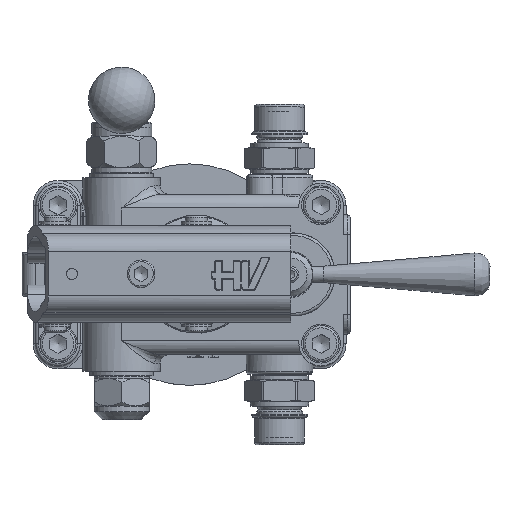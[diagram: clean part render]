
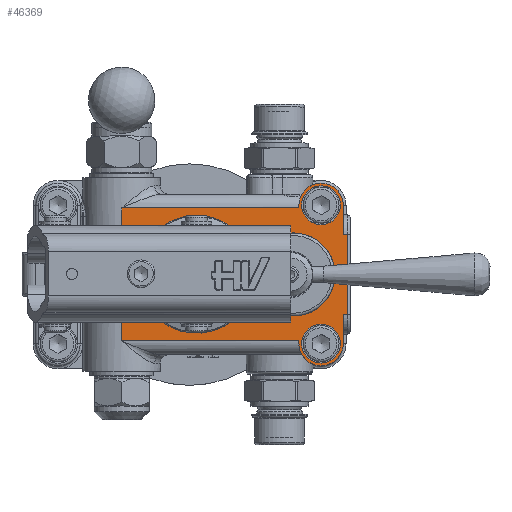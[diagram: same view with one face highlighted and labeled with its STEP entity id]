
A CAD part, top view. The second image highlights one B-rep face of the part: STEP entity #46369.
In plain terms, the highlighted planar face has unit normal (0, 0, 1).
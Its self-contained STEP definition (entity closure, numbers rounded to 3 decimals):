
#12187=CARTESIAN_POINT('',(96.,58.,43.));
#12188=VERTEX_POINT('',#12187);
#12196=CARTESIAN_POINT('',(96.,59.,43.));
#12197=VERTEX_POINT('',#12196);
#12198=CARTESIAN_POINT('',(96.,58.,43.));
#12199=DIRECTION('',(0.0,1.0,0.0));
#12200=VECTOR('',#12199,1.);
#12201=LINE('',#12198,#12200);
#12202=EDGE_CURVE('',#12188,#12197,#12201,.T.);
#12218=CARTESIAN_POINT('',(96.0,10.0,43.));
#12219=VERTEX_POINT('',#12218);
#12229=CARTESIAN_POINT('',(96.0,9.,43.));
#12230=VERTEX_POINT('',#12229);
#12237=CARTESIAN_POINT('',(96.,9.,43.));
#12238=DIRECTION('',(0.0,1.0,0.0));
#12239=VECTOR('',#12238,1.);
#12240=LINE('',#12237,#12239);
#12241=EDGE_CURVE('',#12230,#12219,#12240,.T.);
#12400=CARTESIAN_POINT('',(32.,44.122,43.));
#12401=VERTEX_POINT('',#12400);
#12450=CARTESIAN_POINT('',(33.732,41.0,43.));
#12451=VERTEX_POINT('',#12450);
#12459=CARTESIAN_POINT('',(33.732,41.0,43.));
#12460=CARTESIAN_POINT('',(33.732,41.528,43.));
#12461=CARTESIAN_POINT('',(33.438,42.767,43.));
#12462=CARTESIAN_POINT('',(32.582,43.719,43.));
#12463=CARTESIAN_POINT('',(32.,44.122,43.));
#12464=B_SPLINE_CURVE_WITH_KNOTS('',3,(#12459,#12460,#12461,#12462,#12463),.UNSPECIFIED.,.F.,.U.,(4,1,4),(2.696,2.855,3.066),.UNSPECIFIED.);
#12465=EDGE_CURVE('',#12451,#12401,#12464,.T.);
#12477=CARTESIAN_POINT('',(33.732,27.,43.));
#12478=VERTEX_POINT('',#12477);
#12486=CARTESIAN_POINT('',(33.732,27.,43.));
#12487=DIRECTION('',(0.0,1.0,0.0));
#12488=VECTOR('',#12487,14.);
#12489=LINE('',#12486,#12488);
#12490=EDGE_CURVE('',#12478,#12451,#12489,.T.);
#12523=CARTESIAN_POINT('',(32.,23.878,43.));
#12524=VERTEX_POINT('',#12523);
#12532=CARTESIAN_POINT('',(32.,23.878,43.));
#12533=CARTESIAN_POINT('',(32.433,24.178,43.));
#12534=CARTESIAN_POINT('',(33.336,25.067,43.));
#12535=CARTESIAN_POINT('',(33.732,26.29,43.0));
#12536=CARTESIAN_POINT('',(33.732,27.,43.));
#12537=B_SPLINE_CURVE_WITH_KNOTS('',3,(#12532,#12533,#12534,#12535,#12536),.UNSPECIFIED.,.F.,.U.,(4,1,4),(2.696,2.854,3.065),.UNSPECIFIED.);
#12538=EDGE_CURVE('',#12524,#12478,#12537,.T.);
#13214=CARTESIAN_POINT('',(112.0,59.,43.));
#13215=VERTEX_POINT('',#13214);
#13222=CARTESIAN_POINT('',(112.,48.5,43.));
#13223=VERTEX_POINT('',#13222);
#13224=CARTESIAN_POINT('',(112.0,59.,43.));
#13225=DIRECTION('',(0.0,-1.0,0.0));
#13226=VECTOR('',#13225,10.5);
#13227=LINE('',#13224,#13226);
#13228=EDGE_CURVE('',#13215,#13223,#13227,.T.);
#13343=CARTESIAN_POINT('',(112.0,19.5,43.));
#13344=VERTEX_POINT('',#13343);
#13352=CARTESIAN_POINT('',(112.,9.,43.));
#13353=VERTEX_POINT('',#13352);
#13354=CARTESIAN_POINT('',(112.,19.5,43.));
#13355=DIRECTION('',(0.0,-1.0,0.0));
#13356=VECTOR('',#13355,10.5);
#13357=LINE('',#13354,#13356);
#13358=EDGE_CURVE('',#13344,#13353,#13357,.T.);
#13681=CARTESIAN_POINT('',(113.5,48.5,43.));
#13682=VERTEX_POINT('',#13681);
#13692=CARTESIAN_POINT('',(112.,48.5,43.));
#13693=DIRECTION('',(1.0,0.0,0.0));
#13694=VECTOR('',#13693,1.5);
#13695=LINE('',#13692,#13694);
#13696=EDGE_CURVE('',#13223,#13682,#13695,.T.);
#13706=CARTESIAN_POINT('',(113.5,19.5,43.));
#13707=VERTEX_POINT('',#13706);
#13717=CARTESIAN_POINT('',(112.0,19.5,43.));
#13718=DIRECTION('',(1.0,0.0,0.0));
#13719=VECTOR('',#13718,1.5);
#13720=LINE('',#13717,#13719);
#13721=EDGE_CURVE('',#13344,#13707,#13720,.T.);
#14001=CARTESIAN_POINT('',(113.5,48.5,43.));
#14002=DIRECTION('',(0.0,-1.0,0.0));
#14003=VECTOR('',#14002,29.);
#14004=LINE('',#14001,#14003);
#14005=EDGE_CURVE('',#13682,#13707,#14004,.T.);
#15556=CARTESIAN_POINT('',(32.,10.0,43.));
#15557=VERTEX_POINT('',#15556);
#15588=CARTESIAN_POINT('',(96.0,10.0,43.));
#15589=DIRECTION('',(-1.0,0.0,0.0));
#15590=VECTOR('',#15589,64.);
#15591=LINE('',#15588,#15590);
#15592=EDGE_CURVE('',#12219,#15557,#15591,.T.);
#15639=CARTESIAN_POINT('',(32.0,10.,43.0));
#15640=DIRECTION('',(0.0,1.0,0.0));
#15641=VECTOR('',#15640,13.878);
#15642=LINE('',#15639,#15641);
#15643=EDGE_CURVE('',#15557,#12524,#15642,.T.);
#16361=CARTESIAN_POINT('',(32.,58.,43.));
#16362=VERTEX_POINT('',#16361);
#16702=CARTESIAN_POINT('',(32.0,44.122,43.0));
#16703=DIRECTION('',(0.0,1.0,0.0));
#16704=VECTOR('',#16703,13.878);
#16705=LINE('',#16702,#16704);
#16706=EDGE_CURVE('',#12401,#16362,#16705,.T.);
#17367=CARTESIAN_POINT('',(96.,58.,43.));
#17368=DIRECTION('',(-1.0,0.0,0.0));
#17369=VECTOR('',#17368,64.);
#17370=LINE('',#17367,#17369);
#17371=EDGE_CURVE('',#12188,#16362,#17370,.T.);
#17438=CARTESIAN_POINT('',(104.,59.,43.));
#17439=DIRECTION('',(0.0,0.0,-1.0));
#17440=DIRECTION('',(1.0,0.0,0.0));
#17441=AXIS2_PLACEMENT_3D('',#17438,#17439,#17440);
#17442=CIRCLE('',#17441,8.0);
#17443=EDGE_CURVE('',#12197,#13215,#17442,.T.);
#17779=CARTESIAN_POINT('',(83.0,44.198,43.));
#17780=VERTEX_POINT('',#17779);
#17788=CARTESIAN_POINT('',(83.0,23.802,43.));
#17789=VERTEX_POINT('',#17788);
#17790=CARTESIAN_POINT('',(83.0,23.802,43.));
#17791=DIRECTION('',(0.0,1.0,0.0));
#17792=VECTOR('',#17791,20.396);
#17793=LINE('',#17790,#17792);
#17794=EDGE_CURVE('',#17789,#17780,#17793,.T.);
#17848=CARTESIAN_POINT('',(94.,34.0,43.));
#17849=DIRECTION('',(0.0,0.0,-1.0));
#17850=DIRECTION('',(-1.0,0.0,0.0));
#17851=AXIS2_PLACEMENT_3D('',#17848,#17849,#17850);
#17852=CIRCLE('',#17851,15.0);
#17853=EDGE_CURVE('',#17780,#17789,#17852,.T.);
#17892=CARTESIAN_POINT('',(104.0,9.,43.));
#17893=DIRECTION('',(0.0,0.0,-1.0));
#17894=DIRECTION('',(-1.0,0.0,0.0));
#17895=AXIS2_PLACEMENT_3D('',#17892,#17893,#17894);
#17896=CIRCLE('',#17895,8.0);
#17897=EDGE_CURVE('',#13353,#12230,#17896,.T.);
#18792=CARTESIAN_POINT('',(111.0,9.,43.));
#18793=VERTEX_POINT('',#18792);
#18794=CARTESIAN_POINT('',(104.0,9.,43.));
#18795=DIRECTION('',(0.0,0.0,-1.0));
#18796=DIRECTION('',(1.0,0.0,0.0));
#18797=AXIS2_PLACEMENT_3D('',#18794,#18795,#18796);
#18798=CIRCLE('',#18797,7.);
#18799=EDGE_CURVE('',#18793,#18793,#18798,.T.);
#18832=CARTESIAN_POINT('',(111.,59.,43.));
#18833=VERTEX_POINT('',#18832);
#18834=CARTESIAN_POINT('',(104.,59.,43.));
#18835=DIRECTION('',(0.0,0.0,-1.0));
#18836=DIRECTION('',(1.0,0.0,0.0));
#18837=AXIS2_PLACEMENT_3D('',#18834,#18835,#18836);
#18838=CIRCLE('',#18837,7.);
#18839=EDGE_CURVE('',#18833,#18833,#18838,.T.);
#46325=CARTESIAN_POINT('',(104.,34.,43.));
#46326=DIRECTION('',(0.0,0.0,1.0));
#46327=DIRECTION('',(1.0,0.0,0.0));
#46328=AXIS2_PLACEMENT_3D('',#46325,#46326,#46327);
#46329=PLANE('',#46328);
#46330=ORIENTED_EDGE('',*,*,#14005,.F.);
#46331=ORIENTED_EDGE('',*,*,#13696,.F.);
#46332=ORIENTED_EDGE('',*,*,#13228,.F.);
#46333=ORIENTED_EDGE('',*,*,#17443,.F.);
#46334=ORIENTED_EDGE('',*,*,#12202,.F.);
#46335=ORIENTED_EDGE('',*,*,#17371,.T.);
#46336=ORIENTED_EDGE('',*,*,#16706,.F.);
#46337=ORIENTED_EDGE('',*,*,#12465,.F.);
#46338=ORIENTED_EDGE('',*,*,#12490,.F.);
#46339=ORIENTED_EDGE('',*,*,#12538,.F.);
#46340=ORIENTED_EDGE('',*,*,#15643,.F.);
#46341=ORIENTED_EDGE('',*,*,#15592,.F.);
#46342=ORIENTED_EDGE('',*,*,#12241,.F.);
#46343=ORIENTED_EDGE('',*,*,#17897,.F.);
#46344=ORIENTED_EDGE('',*,*,#13358,.F.);
#46345=ORIENTED_EDGE('',*,*,#13721,.T.);
#46346=EDGE_LOOP('',(#46330,#46331,#46332,#46333,#46334,#46335,#46336,#46337,#46338,#46339,#46340,#46341,#46342,#46343,#46344,#46345));
#46347=FACE_OUTER_BOUND('',#46346,.T.);
#46348=ORIENTED_EDGE('',*,*,#17853,.T.);
#46349=ORIENTED_EDGE('',*,*,#17794,.T.);
#46350=EDGE_LOOP('',(#46348,#46349));
#46351=FACE_BOUND('',#46350,.T.);
#46352=ORIENTED_EDGE('',*,*,#18799,.T.);
#46353=EDGE_LOOP('',(#46352));
#46354=FACE_BOUND('',#46353,.T.);
#46355=ORIENTED_EDGE('',*,*,#18839,.T.);
#46356=EDGE_LOOP('',(#46355));
#46357=FACE_BOUND('',#46356,.T.);
#46358=CARTESIAN_POINT('',(77.416,32.219,43.));
#46359=VERTEX_POINT('',#46358);
#46360=CARTESIAN_POINT('',(59.,34.,43.));
#46361=DIRECTION('',(0.0,0.0,1.0));
#46362=DIRECTION('',(1.0,0.0,0.0));
#46363=AXIS2_PLACEMENT_3D('',#46360,#46361,#46362);
#46364=CIRCLE('',#46363,18.502);
#46365=EDGE_CURVE('',#46359,#46359,#46364,.T.);
#46366=ORIENTED_EDGE('',*,*,#46365,.F.);
#46367=EDGE_LOOP('',(#46366));
#46368=FACE_BOUND('',#46367,.T.);
#46369=ADVANCED_FACE('',(#46347,#46351,#46354,#46357,#46368),#46329,.T.);
